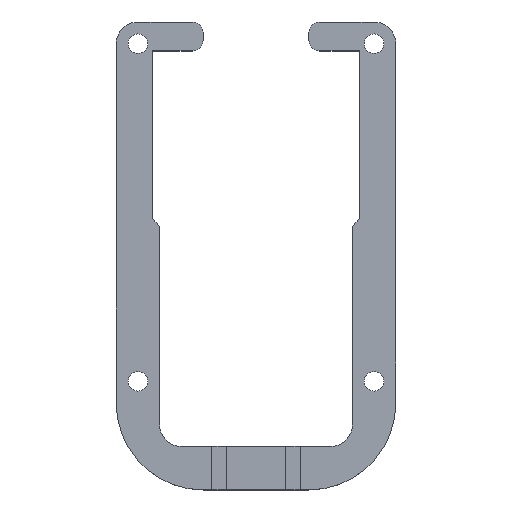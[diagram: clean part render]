
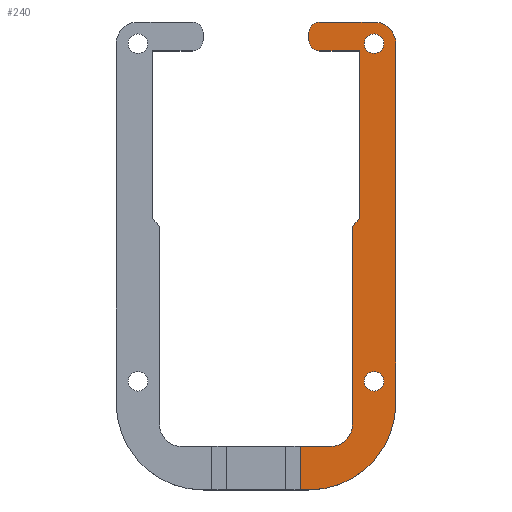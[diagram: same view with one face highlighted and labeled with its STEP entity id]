
A CAD part, top view. The second image highlights one B-rep face of the part: STEP entity #240.
In plain terms, the highlighted planar face has unit normal (0, 0, 1).
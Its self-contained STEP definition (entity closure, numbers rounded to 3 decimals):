
#32=CARTESIAN_POINT('',(11.,8.5,29.));
#33=VERTEX_POINT('',#32);
#34=CARTESIAN_POINT('',(11.,35.568,29.));
#35=VERTEX_POINT('',#34);
#36=CARTESIAN_POINT('',(11.,8.5,29.));
#37=DIRECTION('',(0.,1.,0.));
#38=VECTOR('',#37,27.068);
#39=LINE('',#36,#38);
#40=EDGE_CURVE('',#33,#35,#39,.T.);
#67=CARTESIAN_POINT('',(77.,62.1,29.));
#68=DIRECTION('',(0.,0.,1.));
#69=DIRECTION('',(0.,1.,0.));
#70=AXIS2_PLACEMENT_3D('',#67,#68,#69);
#71=PLANE('',#70);
#72=CARTESIAN_POINT('',(14.,59.75,29.));
#73=VERTEX_POINT('',#72);
#74=CARTESIAN_POINT('',(14.,62.45,29.));
#75=VERTEX_POINT('',#74);
#76=CARTESIAN_POINT('',(14.,61.1,29.));
#77=DIRECTION('',(0.,-0.,1.));
#78=DIRECTION('',(0.,1.,0.));
#79=AXIS2_PLACEMENT_3D('',#76,#77,#78);
#80=CIRCLE('',#79,1.35);
#81=EDGE_CURVE('',#73,#75,#80,.T.);
#82=ORIENTED_EDGE('',*,*,#81,.F.);
#83=CARTESIAN_POINT('',(14.,61.1,29.));
#84=DIRECTION('',(0.,-0.,1.));
#85=DIRECTION('',(0.,1.,0.));
#86=AXIS2_PLACEMENT_3D('',#83,#84,#85);
#87=CIRCLE('',#86,1.35);
#88=EDGE_CURVE('',#75,#73,#87,.T.);
#89=ORIENTED_EDGE('',*,*,#88,.F.);
#90=EDGE_LOOP('',(#82,#89));
#91=FACE_BOUND('',#90,.T.);
#92=CARTESIAN_POINT('',(14.,13.15,29.));
#93=VERTEX_POINT('',#92);
#94=CARTESIAN_POINT('',(14.,15.85,29.));
#95=VERTEX_POINT('',#94);
#96=CARTESIAN_POINT('',(14.,14.5,29.));
#97=DIRECTION('',(0.,-0.,1.));
#98=DIRECTION('',(0.,1.,0.));
#99=AXIS2_PLACEMENT_3D('',#96,#97,#98);
#100=CIRCLE('',#99,1.35);
#101=EDGE_CURVE('',#93,#95,#100,.T.);
#102=ORIENTED_EDGE('',*,*,#101,.F.);
#103=CARTESIAN_POINT('',(14.,14.5,29.));
#104=DIRECTION('',(0.,-0.,1.));
#105=DIRECTION('',(0.,1.,0.));
#106=AXIS2_PLACEMENT_3D('',#103,#104,#105);
#107=CIRCLE('',#106,1.35);
#108=EDGE_CURVE('',#95,#93,#107,.T.);
#109=ORIENTED_EDGE('',*,*,#108,.F.);
#110=EDGE_LOOP('',(#102,#109));
#111=FACE_BOUND('',#110,.T.);
#112=CARTESIAN_POINT('',(12.,37.3,29.));
#113=VERTEX_POINT('',#112);
#114=CARTESIAN_POINT('',(11.5,36.434,29.));
#115=VERTEX_POINT('',#114);
#116=CARTESIAN_POINT('',(11.,37.3,29.));
#117=DIRECTION('',(-0.,-0.,-1.));
#118=DIRECTION('',(1.,0.,-0.));
#119=AXIS2_PLACEMENT_3D('',#116,#117,#118);
#120=CIRCLE('',#119,1.);
#121=EDGE_CURVE('',#113,#115,#120,.T.);
#122=ORIENTED_EDGE('',*,*,#121,.T.);
#123=CARTESIAN_POINT('',(12.,35.568,29.));
#124=DIRECTION('',(0.,0.,1.));
#125=DIRECTION('',(1.,0.,-0.));
#126=AXIS2_PLACEMENT_3D('',#123,#124,#125);
#127=CIRCLE('',#126,1.);
#128=EDGE_CURVE('',#115,#35,#127,.T.);
#129=ORIENTED_EDGE('',*,*,#128,.T.);
#130=ORIENTED_EDGE('',*,*,#40,.F.);
#131=CARTESIAN_POINT('',(8.,5.5,29.));
#132=VERTEX_POINT('',#131);
#133=CARTESIAN_POINT('',(8.,8.5,29.));
#134=DIRECTION('',(-0.,-0.,-1.));
#135=DIRECTION('',(1.,0.,-0.));
#136=AXIS2_PLACEMENT_3D('',#133,#134,#135);
#137=CIRCLE('',#136,3.);
#138=EDGE_CURVE('',#33,#132,#137,.T.);
#139=ORIENTED_EDGE('',*,*,#138,.T.);
#140=CARTESIAN_POINT('',(3.8,5.5,29.));
#141=VERTEX_POINT('',#140);
#142=CARTESIAN_POINT('',(8.,5.5,29.));
#143=DIRECTION('',(-1.,0.,0.));
#144=VECTOR('',#143,4.2);
#145=LINE('',#142,#144);
#146=EDGE_CURVE('',#132,#141,#145,.T.);
#147=ORIENTED_EDGE('',*,*,#146,.T.);
#148=CARTESIAN_POINT('',(3.8,-0.5,29.));
#149=VERTEX_POINT('',#148);
#150=CARTESIAN_POINT('',(3.8,5.5,29.));
#151=DIRECTION('',(-0.,-1.,0.));
#152=VECTOR('',#151,6.);
#153=LINE('',#150,#152);
#154=EDGE_CURVE('',#141,#149,#153,.T.);
#155=ORIENTED_EDGE('',*,*,#154,.T.);
#156=CARTESIAN_POINT('',(5.,-0.5,29.));
#157=VERTEX_POINT('',#156);
#158=CARTESIAN_POINT('',(3.8,-0.5,29.));
#159=DIRECTION('',(1.,-0.,0.));
#160=VECTOR('',#159,1.2);
#161=LINE('',#158,#160);
#162=EDGE_CURVE('',#149,#157,#161,.T.);
#163=ORIENTED_EDGE('',*,*,#162,.T.);
#164=CARTESIAN_POINT('',(17.,11.5,29.));
#165=VERTEX_POINT('',#164);
#166=CARTESIAN_POINT('',(5.,11.5,29.));
#167=DIRECTION('',(0.,0.,1.));
#168=DIRECTION('',(1.,0.,-0.));
#169=AXIS2_PLACEMENT_3D('',#166,#167,#168);
#170=CIRCLE('',#169,12.);
#171=EDGE_CURVE('',#157,#165,#170,.T.);
#172=ORIENTED_EDGE('',*,*,#171,.T.);
#173=CARTESIAN_POINT('',(17.,61.1,29.));
#174=VERTEX_POINT('',#173);
#175=CARTESIAN_POINT('',(17.,11.5,29.));
#176=DIRECTION('',(0.,1.,0.));
#177=VECTOR('',#176,49.6);
#178=LINE('',#175,#177);
#179=EDGE_CURVE('',#165,#174,#178,.T.);
#180=ORIENTED_EDGE('',*,*,#179,.T.);
#181=CARTESIAN_POINT('',(14.,64.1,29.));
#182=VERTEX_POINT('',#181);
#183=CARTESIAN_POINT('',(14.,61.1,29.));
#184=DIRECTION('',(0.,0.,1.));
#185=DIRECTION('',(1.,0.,-0.));
#186=AXIS2_PLACEMENT_3D('',#183,#184,#185);
#187=CIRCLE('',#186,3.);
#188=EDGE_CURVE('',#174,#182,#187,.T.);
#189=ORIENTED_EDGE('',*,*,#188,.T.);
#190=CARTESIAN_POINT('',(6.5,64.1,29.));
#191=VERTEX_POINT('',#190);
#192=CARTESIAN_POINT('',(6.5,64.1,29.));
#193=DIRECTION('',(1.,0.,0.));
#194=VECTOR('',#193,7.5);
#195=LINE('',#192,#194);
#196=EDGE_CURVE('',#191,#182,#195,.T.);
#197=ORIENTED_EDGE('',*,*,#196,.F.);
#198=CARTESIAN_POINT('',(5.,62.6,29.));
#199=VERTEX_POINT('',#198);
#200=CARTESIAN_POINT('',(6.5,62.6,29.));
#201=DIRECTION('',(0.,0.,1.));
#202=DIRECTION('',(1.,0.,-0.));
#203=AXIS2_PLACEMENT_3D('',#200,#201,#202);
#204=CIRCLE('',#203,1.5);
#205=EDGE_CURVE('',#191,#199,#204,.T.);
#206=ORIENTED_EDGE('',*,*,#205,.T.);
#207=CARTESIAN_POINT('',(5.,61.6,29.));
#208=VERTEX_POINT('',#207);
#209=CARTESIAN_POINT('',(5.,61.6,29.));
#210=DIRECTION('',(0.,1.,0.));
#211=VECTOR('',#210,1.);
#212=LINE('',#209,#211);
#213=EDGE_CURVE('',#208,#199,#212,.T.);
#214=ORIENTED_EDGE('',*,*,#213,.F.);
#215=CARTESIAN_POINT('',(6.5,60.1,29.));
#216=VERTEX_POINT('',#215);
#217=CARTESIAN_POINT('',(6.5,61.6,29.));
#218=DIRECTION('',(0.,0.,1.));
#219=DIRECTION('',(1.,0.,-0.));
#220=AXIS2_PLACEMENT_3D('',#217,#218,#219);
#221=CIRCLE('',#220,1.5);
#222=EDGE_CURVE('',#208,#216,#221,.T.);
#223=ORIENTED_EDGE('',*,*,#222,.T.);
#224=CARTESIAN_POINT('',(12.,60.1,29.));
#225=VERTEX_POINT('',#224);
#226=CARTESIAN_POINT('',(6.5,60.1,29.));
#227=DIRECTION('',(1.,-0.,0.));
#228=VECTOR('',#227,5.5);
#229=LINE('',#226,#228);
#230=EDGE_CURVE('',#216,#225,#229,.T.);
#231=ORIENTED_EDGE('',*,*,#230,.T.);
#232=CARTESIAN_POINT('',(12.,37.3,29.));
#233=DIRECTION('',(0.,1.,0.));
#234=VECTOR('',#233,22.8);
#235=LINE('',#232,#234);
#236=EDGE_CURVE('',#113,#225,#235,.T.);
#237=ORIENTED_EDGE('',*,*,#236,.F.);
#238=EDGE_LOOP('',(#122,#129,#130,#139,#147,#155,#163,#172,#180,#189,#197,#206,#214,#223,#231,#237));
#239=FACE_BOUND('',#238,.T.);
#240=ADVANCED_FACE('',(#91,#111,#239),#71,.T.);
